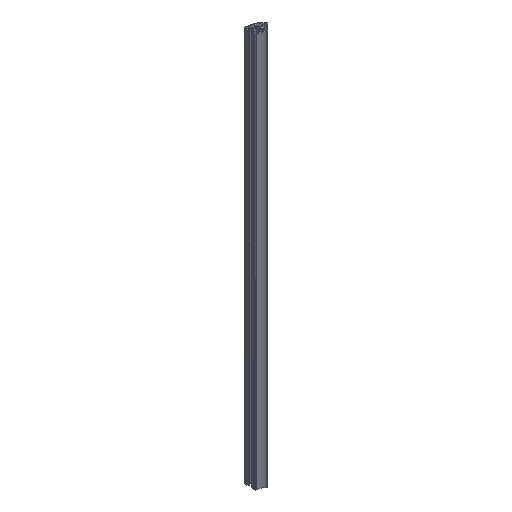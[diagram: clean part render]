
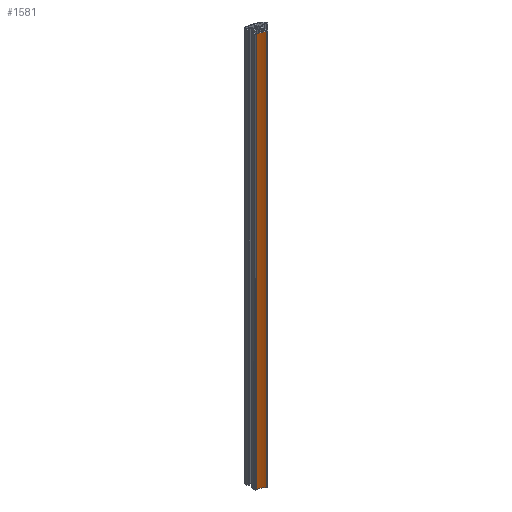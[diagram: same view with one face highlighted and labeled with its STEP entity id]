
A CAD part, isometric view. The second image highlights one B-rep face of the part: STEP entity #1581.
In plain terms, the highlighted cylindrical face has radius 30 mm (diameter 60 mm), a partial arc.
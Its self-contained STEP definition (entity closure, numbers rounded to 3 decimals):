
#44=CIRCLE('',#1685,30.);
#50=CIRCLE('',#1707,30.);
#66=CYLINDRICAL_SURFACE('',#1706,30.);
#127=FACE_OUTER_BOUND('',#209,.T.);
#209=EDGE_LOOP('',(#1303,#1304,#1305,#1306));
#394=LINE('',#2526,#590);
#395=LINE('',#2530,#591);
#590=VECTOR('',#2060,10.);
#591=VECTOR('',#2065,10.);
#723=VERTEX_POINT('',#2424);
#724=VERTEX_POINT('',#2426);
#758=VERTEX_POINT('',#2524);
#759=VERTEX_POINT('',#2528);
#915=EDGE_CURVE('',#723,#724,#44,.T.);
#965=EDGE_CURVE('',#723,#758,#394,.T.);
#966=EDGE_CURVE('',#759,#758,#50,.T.);
#967=EDGE_CURVE('',#724,#759,#395,.T.);
#1303=ORIENTED_EDGE('',*,*,#965,.T.);
#1304=ORIENTED_EDGE('',*,*,#966,.F.);
#1305=ORIENTED_EDGE('',*,*,#967,.F.);
#1306=ORIENTED_EDGE('',*,*,#915,.F.);
#1581=ADVANCED_FACE('',(#127),#66,.F.);
#1685=AXIS2_PLACEMENT_3D('',#2427,#1974,#1975);
#1706=AXIS2_PLACEMENT_3D('',#2527,#2061,#2062);
#1707=AXIS2_PLACEMENT_3D('',#2529,#2063,#2064);
#1974=DIRECTION('center_axis',(0.,0.,1.));
#1975=DIRECTION('ref_axis',(-0.662,-0.75,0.));
#2060=DIRECTION('',(0.,0.,1.));
#2061=DIRECTION('center_axis',(0.,0.,1.));
#2062=DIRECTION('ref_axis',(-0.662,-0.75,0.));
#2063=DIRECTION('center_axis',(0.,0.,-1.));
#2064=DIRECTION('ref_axis',(-0.662,-0.75,0.));
#2065=DIRECTION('',(0.,0.,1.));
#2424=CARTESIAN_POINT('',(2.625,-19.077,-500.));
#2426=CARTESIAN_POINT('',(-15.346,-11.633,-500.));
#2427=CARTESIAN_POINT('Origin',(-17.221,-41.575,-500.));
#2524=CARTESIAN_POINT('',(2.625,-19.077,500.));
#2526=CARTESIAN_POINT('',(2.625,-19.077,0.));
#2527=CARTESIAN_POINT('Origin',(-17.221,-41.575,0.));
#2528=CARTESIAN_POINT('',(-15.346,-11.633,500.));
#2529=CARTESIAN_POINT('Origin',(-17.221,-41.575,500.));
#2530=CARTESIAN_POINT('',(-15.346,-11.633,0.));
